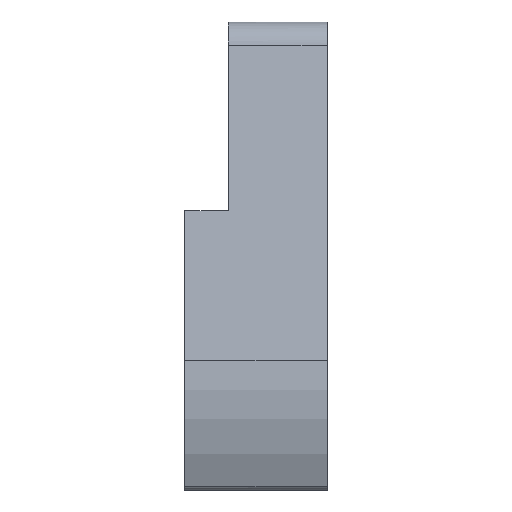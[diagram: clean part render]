
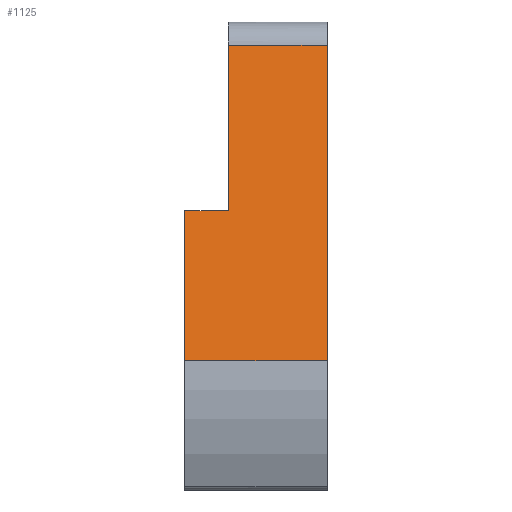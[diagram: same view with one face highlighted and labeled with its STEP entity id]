
A CAD part, left-side view. The second image highlights one B-rep face of the part: STEP entity #1125.
In plain terms, the highlighted free-form (B-spline) face has degree [1, 1] with [2, 2] control points.
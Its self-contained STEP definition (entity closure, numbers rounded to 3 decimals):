
#575 = VERTEX_POINT('',#576);
#576 = CARTESIAN_POINT('',(-31.22,21.38,
    6.31));
#582 = EDGE_CURVE('',#575,#583,#585,.T.);
#583 = VERTEX_POINT('',#584);
#584 = CARTESIAN_POINT('',(-26.675,21.38,
    28.797));
#585 = B_SPLINE_CURVE_WITH_KNOTS('',1,(#586,#587),.UNSPECIFIED.,.F.,.F.,
  (2,2),(-59.447,-33.157),.PIECEWISE_BEZIER_KNOTS.);
#586 = CARTESIAN_POINT('',(-31.22,21.38,
    6.31));
#587 = CARTESIAN_POINT('',(-26.675,21.38,
    28.797));
#652 = VERTEX_POINT('',#653);
#653 = CARTESIAN_POINT('',(-26.675,14.835,
    28.797));
#664 = EDGE_CURVE('',#652,#583,#665,.T.);
#665 = B_SPLINE_CURVE_WITH_KNOTS('',1,(#666,#667),.UNSPECIFIED.,.F.,.F.,
  (2,2),(-7.5,0.),.PIECEWISE_BEZIER_KNOTS.);
#666 = CARTESIAN_POINT('',(-26.675,14.835,
    28.797));
#667 = CARTESIAN_POINT('',(-26.675,21.38,
    28.797));
#799 = VERTEX_POINT('',#800);
#800 = CARTESIAN_POINT('',(-31.22,0.,6.31));
#806 = EDGE_CURVE('',#575,#799,#807,.T.);
#807 = B_SPLINE_CURVE_WITH_KNOTS('',1,(#808,#809),.UNSPECIFIED.,.F.,.F.,
  (2,2),(-0.,24.5),.PIECEWISE_BEZIER_KNOTS.);
#808 = CARTESIAN_POINT('',(-31.22,21.38,
    6.31));
#809 = CARTESIAN_POINT('',(-31.22,0.,6.31));
#1049 = VERTEX_POINT('',#1050);
#1050 = CARTESIAN_POINT('',(-21.651,0.,53.659));
#1056 = EDGE_CURVE('',#799,#1049,#1057,.T.);
#1057 = B_SPLINE_CURVE_WITH_KNOTS('',1,(#1058,#1059),.UNSPECIFIED.,.F.,
  .F.,(2,2),(-59.447,-4.091),.PIECEWISE_BEZIER_KNOTS.);
#1058 = CARTESIAN_POINT('',(-31.22,0.,6.31));
#1059 = CARTESIAN_POINT('',(-21.651,0.,53.659));
#1125 = ADVANCED_FACE('',(#1126),#1144,.F.);
#1126 = FACE_BOUND('',#1127,.T.);
#1127 = EDGE_LOOP('',(#1128,#1129,#1136,#1141,#1142,#1143));
#1128 = ORIENTED_EDGE('',*,*,#1056,.T.);
#1129 = ORIENTED_EDGE('',*,*,#1130,.T.);
#1130 = EDGE_CURVE('',#1049,#1131,#1133,.T.);
#1131 = VERTEX_POINT('',#1132);
#1132 = CARTESIAN_POINT('',(-21.651,14.835,
    53.659));
#1133 = B_SPLINE_CURVE_WITH_KNOTS('',1,(#1134,#1135),.UNSPECIFIED.,.F.,
  .F.,(2,2),(-24.5,-7.5),.PIECEWISE_BEZIER_KNOTS.);
#1134 = CARTESIAN_POINT('',(-21.651,0.,53.659));
#1135 = CARTESIAN_POINT('',(-21.651,14.835,
    53.659));
#1136 = ORIENTED_EDGE('',*,*,#1137,.T.);
#1137 = EDGE_CURVE('',#1131,#652,#1138,.T.);
#1138 = B_SPLINE_CURVE_WITH_KNOTS('',1,(#1139,#1140),.UNSPECIFIED.,.F.,
  .F.,(2,2),(4.091,33.157),.PIECEWISE_BEZIER_KNOTS.);
#1139 = CARTESIAN_POINT('',(-21.651,14.835,
    53.659));
#1140 = CARTESIAN_POINT('',(-26.675,14.835,
    28.797));
#1141 = ORIENTED_EDGE('',*,*,#664,.T.);
#1142 = ORIENTED_EDGE('',*,*,#582,.F.);
#1143 = ORIENTED_EDGE('',*,*,#806,.T.);
#1144 = B_SPLINE_SURFACE_WITH_KNOTS('',1,1,(
    (#1145,#1146)
    ,(#1147,#1148
    )),.UNSPECIFIED.,.F.,.F.,.F.,(2,2),(2,2),(4.091,
    59.447),(-24.5,0.),.PIECEWISE_BEZIER_KNOTS.);
#1145 = CARTESIAN_POINT('',(-21.651,0.,53.659));
#1146 = CARTESIAN_POINT('',(-21.651,21.38,
    53.659));
#1147 = CARTESIAN_POINT('',(-31.22,0.,6.31));
#1148 = CARTESIAN_POINT('',(-31.22,21.38,
    6.31));
